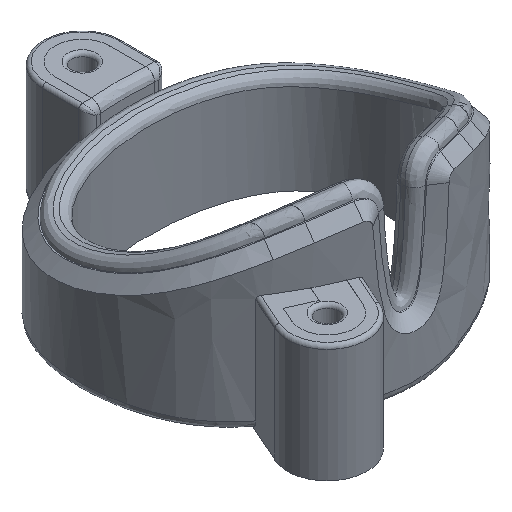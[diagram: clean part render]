
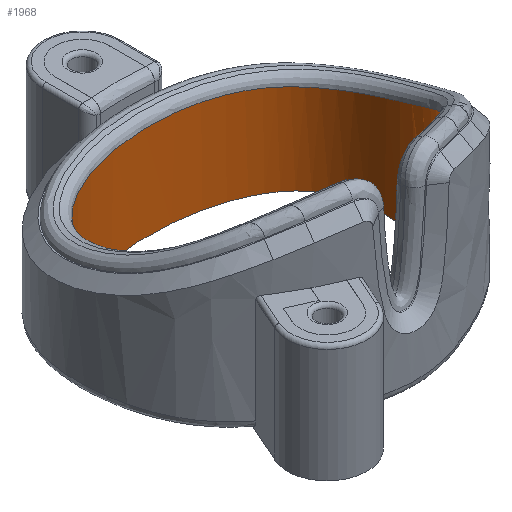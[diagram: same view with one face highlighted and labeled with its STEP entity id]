
A CAD part, isometric view. The second image highlights one B-rep face of the part: STEP entity #1968.
In plain terms, the highlighted free-form (B-spline) face has degree [3, 1] with [19, 2] control points.
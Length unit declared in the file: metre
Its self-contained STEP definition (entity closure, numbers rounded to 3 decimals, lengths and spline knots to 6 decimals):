
#246=B_SPLINE_CURVE_WITH_KNOTS('',3,(#5041,#5042,#5043,#5044,#5045,#5046,
#5047,#5048,#5049,#5050,#5051,#5052,#5053,#5054,#5055,#5056,#5057,#5058,
#5059,#5060,#5061,#5062,#5063,#5064,#5065,#5066),.UNSPECIFIED.,.F.,.F.,
(4,1,1,1,1,1,1,1,1,1,1,1,1,1,1,1,1,1,1,1,1,1,1,4),(0.,
0.004195,0.00839,0.012585,0.014683,
0.01678,0.018878,0.020975,0.023073,
0.02517,0.029365,0.03356,0.037755,
0.04195,0.044048,0.046145,0.048243,
0.05034,0.052438,0.054535,0.056633,
0.05873,0.062925,0.06712),.UNSPECIFIED.);
#247=B_SPLINE_CURVE_WITH_KNOTS('',3,(#5070,#5071,#5072,#5073,#5074,#5075,
#5076,#5077,#5078,#5079,#5080,#5081,#5082),.UNSPECIFIED.,.T.,.F.,(1,3,1,
1,1,1,1,1,1,1,1,3,1),(-0.123294,0.,0.123294,0.2212,
0.319107,0.411821,0.5,0.588179,0.680893,
0.7788,0.876706,1.,1.123294),.UNSPECIFIED.);
#690=ORIENTED_EDGE('',*,*,#1097,.F.);
#691=ORIENTED_EDGE('',*,*,#1098,.T.);
#692=ORIENTED_EDGE('',*,*,#1099,.T.);
#693=ORIENTED_EDGE('',*,*,#1100,.F.);
#1097=EDGE_CURVE('',#1322,#1323,#1459,.T.);
#1098=EDGE_CURVE('',#1322,#1324,#246,.T.);
#1099=EDGE_CURVE('',#1324,#1325,#1460,.T.);
#1100=EDGE_CURVE('',#1323,#1325,#247,.T.);
#1322=VERTEX_POINT('',#5039);
#1323=VERTEX_POINT('',#5040);
#1324=VERTEX_POINT('',#5067);
#1325=VERTEX_POINT('',#5069);
#1459=LINE('',#5038,#1565);
#1460=LINE('',#5068,#1566);
#1565=VECTOR('',#2388,1.);
#1566=VECTOR('',#2389,1.);
#1676=EDGE_LOOP('',(#690,#691,#692,#693));
#1805=FACE_BOUND('',#1676,.T.);
#1884=B_SPLINE_SURFACE_WITH_KNOTS('',3,1,((#5000,#5001),(#5002,#5003),(#5004,
#5005),(#5006,#5007),(#5008,#5009),(#5010,#5011),(#5012,#5013),(#5014,#5015),
(#5016,#5017),(#5018,#5019),(#5020,#5021),(#5022,#5023),(#5024,#5025),(#5026,
#5027),(#5028,#5029),(#5030,#5031),(#5032,#5033),(#5034,#5035),(#5036,#5037)),
 .SURF_OF_LINEAR_EXTRUSION.,.F.,.F.,.F.,(4,1,1,1,1,1,1,1,1,1,1,1,1,1,1,
1,4),(2,2),(0.659577,0.70213,0.744683,0.787235,
0.829788,0.872341,0.914894,0.957447,
1.,1.042553,1.085106,1.127659,1.170212,
1.212765,1.255317,1.29787,1.340423),(0.,
1.),.UNSPECIFIED.);
#1968=ADVANCED_FACE('',(#1805),#1884,.T.);
#2388=DIRECTION('',(0.,0.,-1.));
#2389=DIRECTION('',(0.,0.,-1.));
#5000=CARTESIAN_POINT('',(0.01132,-0.004812,0.016468));
#5001=CARTESIAN_POINT('',(0.01132,-0.004812,0.));
#5002=CARTESIAN_POINT('',(0.012157,-0.004044,0.016468));
#5003=CARTESIAN_POINT('',(0.012157,-0.004044,0.));
#5004=CARTESIAN_POINT('',(0.013577,-0.002219,0.016468));
#5005=CARTESIAN_POINT('',(0.013577,-0.002219,0.));
#5006=CARTESIAN_POINT('',(0.014796,0.001264,0.016468));
#5007=CARTESIAN_POINT('',(0.014796,0.001264,0.));
#5008=CARTESIAN_POINT('',(0.015196,0.005053,0.016468));
#5009=CARTESIAN_POINT('',(0.015196,0.005053,0.));
#5010=CARTESIAN_POINT('',(0.014738,0.008769,0.016468));
#5011=CARTESIAN_POINT('',(0.014738,0.008769,0.));
#5012=CARTESIAN_POINT('',(0.013028,0.012013,0.016468));
#5013=CARTESIAN_POINT('',(0.013028,0.012013,0.));
#5014=CARTESIAN_POINT('',(0.009653,0.014369,0.016468));
#5015=CARTESIAN_POINT('',(0.009653,0.014369,0.));
#5016=CARTESIAN_POINT('',(0.005112,0.015791,0.016468));
#5017=CARTESIAN_POINT('',(0.005112,0.015791,0.));
#5018=CARTESIAN_POINT('',(0.,0.016272,0.016468));
#5019=CARTESIAN_POINT('',(0.,0.016272,0.));
#5020=CARTESIAN_POINT('',(-0.005112,0.015791,0.016468));
#5021=CARTESIAN_POINT('',(-0.005112,0.015791,0.));
#5022=CARTESIAN_POINT('',(-0.009653,0.014369,0.016468));
#5023=CARTESIAN_POINT('',(-0.009653,0.014369,0.));
#5024=CARTESIAN_POINT('',(-0.013028,0.012013,0.016468));
#5025=CARTESIAN_POINT('',(-0.013028,0.012013,0.));
#5026=CARTESIAN_POINT('',(-0.014738,0.008769,0.016468));
#5027=CARTESIAN_POINT('',(-0.014738,0.008769,0.));
#5028=CARTESIAN_POINT('',(-0.015196,0.005053,0.016468));
#5029=CARTESIAN_POINT('',(-0.015196,0.005053,0.));
#5030=CARTESIAN_POINT('',(-0.014796,0.001264,0.016468));
#5031=CARTESIAN_POINT('',(-0.014796,0.001264,0.));
#5032=CARTESIAN_POINT('',(-0.013577,-0.002219,0.016468));
#5033=CARTESIAN_POINT('',(-0.013577,-0.002219,0.));
#5034=CARTESIAN_POINT('',(-0.012157,-0.004044,0.016468));
#5035=CARTESIAN_POINT('',(-0.012157,-0.004044,0.));
#5036=CARTESIAN_POINT('',(-0.01132,-0.004812,0.016468));
#5037=CARTESIAN_POINT('',(-0.01132,-0.004812,0.));
#5038=CARTESIAN_POINT('',(0.01132,-0.004812,0.022));
#5039=CARTESIAN_POINT('',(0.01132,-0.004812,0.01637));
#5040=CARTESIAN_POINT('',(0.01132,-0.004812,0.));
#5041=CARTESIAN_POINT('',(0.01132,-0.004812,0.01637));
#5042=CARTESIAN_POINT('',(0.012248,-0.003961,0.015752));
#5043=CARTESIAN_POINT('',(0.013683,-0.00202,0.014307));
#5044=CARTESIAN_POINT('',(0.014853,0.001522,0.012372));
#5045=CARTESIAN_POINT('',(0.015151,0.004811,0.011197));
#5046=CARTESIAN_POINT('',(0.01489,0.007483,0.010493));
#5047=CARTESIAN_POINT('',(0.01433,0.009478,0.01011));
#5048=CARTESIAN_POINT('',(0.013314,0.011326,0.009932));
#5049=CARTESIAN_POINT('',(0.011847,0.012827,0.009995));
#5050=CARTESIAN_POINT('',(0.010086,0.013956,0.010138));
#5051=CARTESIAN_POINT('',(0.007544,0.015078,0.01031));
#5052=CARTESIAN_POINT('',(0.004124,0.015908,0.010444));
#5053=CARTESIAN_POINT('',(0.000009,0.016215,0.010491));
#5054=CARTESIAN_POINT('',(-0.004168,0.015902,0.010443));
#5055=CARTESIAN_POINT('',(-0.007535,0.015081,0.01031));
#5056=CARTESIAN_POINT('',(-0.010094,0.013953,0.010138));
#5057=CARTESIAN_POINT('',(-0.011854,0.012822,0.009995));
#5058=CARTESIAN_POINT('',(-0.013323,0.011314,0.009933));
#5059=CARTESIAN_POINT('',(-0.014336,0.009465,0.010112));
#5060=CARTESIAN_POINT('',(-0.014893,0.007466,0.010497));
#5061=CARTESIAN_POINT('',(-0.015087,0.005469,0.011023));
#5062=CARTESIAN_POINT('',(-0.015025,0.00347,0.011679));
#5063=CARTESIAN_POINT('',(-0.01466,0.000936,0.012692));
#5064=CARTESIAN_POINT('',(-0.01368,-0.002026,0.014311));
#5065=CARTESIAN_POINT('',(-0.012249,-0.00396,0.015751));
#5066=CARTESIAN_POINT('',(-0.01132,-0.004812,0.01637));
#5067=CARTESIAN_POINT('',(-0.01132,-0.004812,0.01637));
#5068=CARTESIAN_POINT('',(-0.01132,-0.004812,0.022));
#5069=CARTESIAN_POINT('',(-0.01132,-0.004812,0.));
#5070=CARTESIAN_POINT('',(0.,0.016112,0.));
#5071=CARTESIAN_POINT('',(-0.004938,0.016112,0.));
#5072=CARTESIAN_POINT('',(-0.013797,0.013703,0.));
#5073=CARTESIAN_POINT('',(-0.015753,0.004293,0.));
#5074=CARTESIAN_POINT('',(-0.013321,-0.0042,0.));
#5075=CARTESIAN_POINT('',(-0.006565,-0.007993,0.));
#5076=CARTESIAN_POINT('',(0.,-0.010484,0.));
#5077=CARTESIAN_POINT('',(0.006565,-0.007993,0.));
#5078=CARTESIAN_POINT('',(0.013321,-0.0042,0.));
#5079=CARTESIAN_POINT('',(0.015753,0.004293,0.));
#5080=CARTESIAN_POINT('',(0.013797,0.013703,0.));
#5081=CARTESIAN_POINT('',(0.004938,0.016112,0.));
#5082=CARTESIAN_POINT('',(0.,0.016112,0.));
